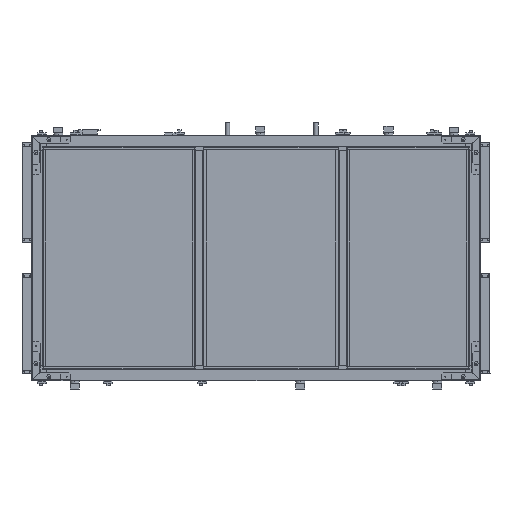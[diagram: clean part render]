
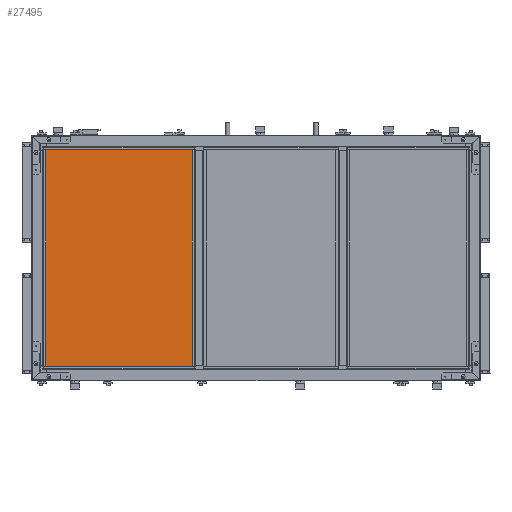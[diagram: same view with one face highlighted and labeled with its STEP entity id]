
A CAD part, front view. The second image highlights one B-rep face of the part: STEP entity #27495.
In plain terms, the highlighted face is planar.
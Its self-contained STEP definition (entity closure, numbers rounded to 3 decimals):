
#4005 = EDGE_LOOP ( 'NONE', ( #122222, #101143, #36895, #16536 ) ) ;
#7850 = CARTESIAN_POINT ( 'NONE',  ( 0., 0., 0. ) ) ;
#7973 = DIRECTION ( 'NONE',  ( 0., -1., 0. ) ) ;
#12377 = DIRECTION ( 'NONE',  ( -1., 0., 0. ) ) ;
#16536 = ORIENTED_EDGE ( 'NONE', *, *, #78123, .F. ) ;
#17451 = CARTESIAN_POINT ( 'NONE',  ( -378.2, 556.2, 0. ) ) ;
#19737 = CARTESIAN_POINT ( 'NONE',  ( 378.2, 556.2, 0. ) ) ;
#20261 = VERTEX_POINT ( 'NONE', #51162 ) ;
#27495 = ADVANCED_FACE ( 'NONE', ( #110300 ), #63939, .T. ) ;
#30148 = DIRECTION ( 'NONE',  ( 1., 0., 0. ) ) ;
#32347 = LINE ( 'NONE', #77977, #126314 ) ;
#35501 = DIRECTION ( 'NONE',  ( 0., 1., 0. ) ) ;
#36895 = ORIENTED_EDGE ( 'NONE', *, *, #42665, .F. ) ;
#42665 = EDGE_CURVE ( 'NONE', #103043, #20261, #75278, .T. ) ;
#45965 = CARTESIAN_POINT ( 'NONE',  ( 378.2, 556.2, 0. ) ) ;
#45992 = VECTOR ( 'NONE', #7973, 1000. ) ;
#50953 = AXIS2_PLACEMENT_3D ( 'NONE', #7850, #53442, #87822 ) ;
#51162 = CARTESIAN_POINT ( 'NONE',  ( -378.2, -556.2, 0. ) ) ;
#53442 = DIRECTION ( 'NONE',  ( 0., 0., -1. ) ) ;
#63939 = PLANE ( 'NONE',  #50953 ) ;
#64823 = EDGE_CURVE ( 'NONE', #122921, #72598, #69906, .T. ) ;
#69906 = LINE ( 'NONE', #45965, #139010 ) ;
#72598 = VERTEX_POINT ( 'NONE', #19737 ) ;
#75278 = LINE ( 'NONE', #110424, #45992 ) ;
#77977 = CARTESIAN_POINT ( 'NONE',  ( -378.2, -556.2, 0. ) ) ;
#78123 = EDGE_CURVE ( 'NONE', #72598, #103043, #80415, .T. ) ;
#80415 = LINE ( 'NONE', #81877, #147530 ) ;
#81877 = CARTESIAN_POINT ( 'NONE',  ( -378.2, 556.2, 0. ) ) ;
#83983 = CARTESIAN_POINT ( 'NONE',  ( 378.2, -556.2, 0. ) ) ;
#87822 = DIRECTION ( 'NONE',  ( 0., -1., 0. ) ) ;
#101143 = ORIENTED_EDGE ( 'NONE', *, *, #112005, .F. ) ;
#103043 = VERTEX_POINT ( 'NONE', #17451 ) ;
#110300 = FACE_OUTER_BOUND ( 'NONE', #4005, .T. ) ;
#110424 = CARTESIAN_POINT ( 'NONE',  ( -378.2, 556.2, 0. ) ) ;
#112005 = EDGE_CURVE ( 'NONE', #20261, #122921, #32347, .T. ) ;
#122222 = ORIENTED_EDGE ( 'NONE', *, *, #64823, .F. ) ;
#122921 = VERTEX_POINT ( 'NONE', #83983 ) ;
#126314 = VECTOR ( 'NONE', #30148, 1000. ) ;
#139010 = VECTOR ( 'NONE', #35501, 1000. ) ;
#147530 = VECTOR ( 'NONE', #12377, 1000. ) ;
